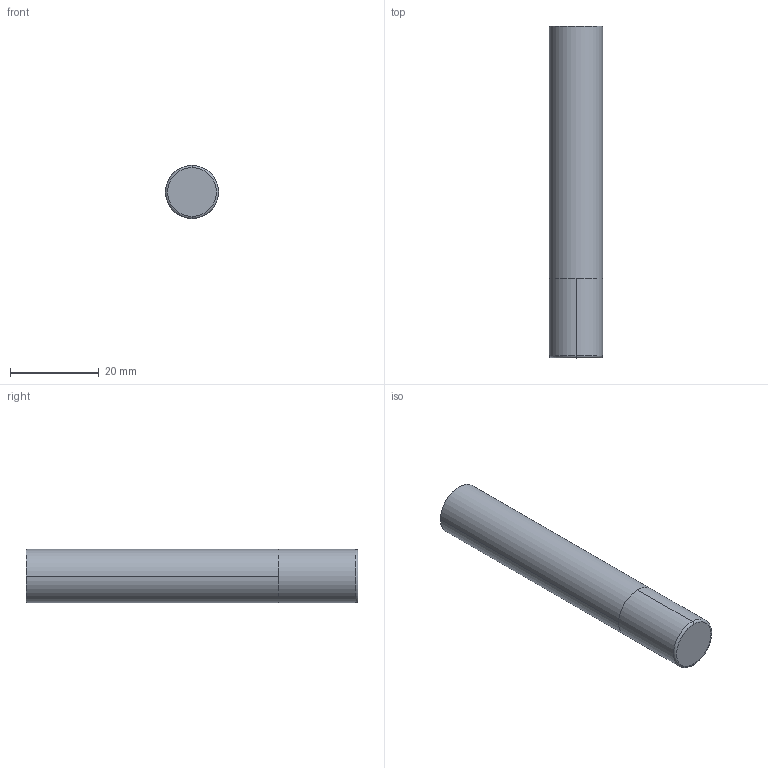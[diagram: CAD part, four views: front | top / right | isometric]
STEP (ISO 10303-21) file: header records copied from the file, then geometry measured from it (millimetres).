
FILE_DESCRIPTION (( 'STEP AP214' ), '1' );
FILE_NAME ('59526.STEP', '2023-07-24T15:09:08', ( '' ), ( '' ), 'SwSTEP 2.0', 'SolidWorks 2023', '' );
FILE_SCHEMA (( 'AUTOMOTIVE_DESIGN' ));
Length unit declared in the file: millimetre
Products named in the file (1): 59526
Bounding box: 12 x 75 x 12 mm (x, y, z)
Volume: 8480.3 mm3; surface area: 3271.6 mm2
Topology: 2 solids, 2 shells, 10 faces, 16 edges, 10 vertices
Faces by surface type: cylinder 4, plane 4, torus 2
Entity records: 334 total; most frequent: DIRECTION 50, CARTESIAN_POINT 37, ORIENTED_EDGE 32, AXIS2_PLACEMENT_3D 23, EDGE_CURVE 16, CIRCLE 12, FACE_OUTER_BOUND 10, ADVANCED_FACE 10
